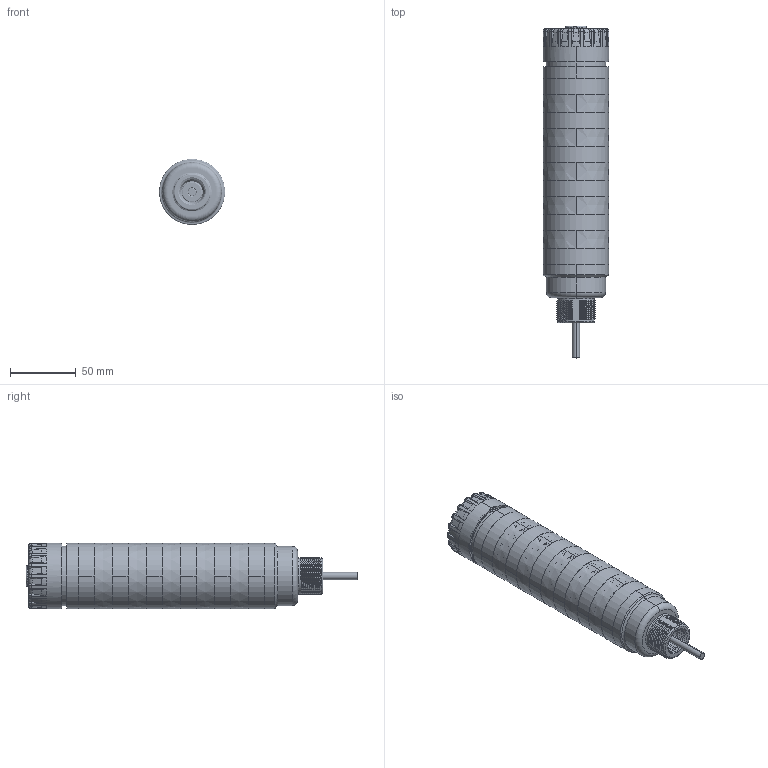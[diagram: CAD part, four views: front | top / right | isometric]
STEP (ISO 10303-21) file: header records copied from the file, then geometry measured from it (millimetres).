
FILE_DESCRIPTION((''),'2;1');
FILE_NAME('179530_ASM','2014-06-26T',('pdmadmin'),(''),'PRO/ENGINEER BY PARAMETRIC TECHNOLOGY CORPORATION, 2013230','PRO/ENGINEER BY PARAMETRIC TECHNOLOGY CORPORATION, 2013230','');
FILE_SCHEMA(('CONFIG_CONTROL_DESIGN'));
Products named in the file (10): 159072; 62676; 62677; CABLE_215; 158231_WEB; 158948; 158950; 143281_WEB_MODEL; 143282; 179530_ASM
Assembly tree (18 placements, depth 2):
  179530_ASM
    159072
    62676
    62677
    CABLE_215
    158231_WEB  x6
    158948  x5
    158950
    143281_WEB_MODEL
    143282
Bounding box: 50 x 251.85 x 50 mm (x, y, z)
Volume: 135804.3 mm3; surface area: 152734.1 mm2
Topology: 18 solids, 18 shells, 2771 faces, 7223 edges, 4649 vertices
Faces by surface type: plane 1250, cylinder 791, cone 272, torus 234, bspline 224
Entity records: 80587 total; most frequent: CARTESIAN_POINT 45306, ORIENTED_EDGE 7570, DIRECTION 7157, EDGE_CURVE 3785, AXIS2_PLACEMENT_3D 2809, VERTEX_POINT 2395, EDGE_LOOP 1564, VECTOR 1539
